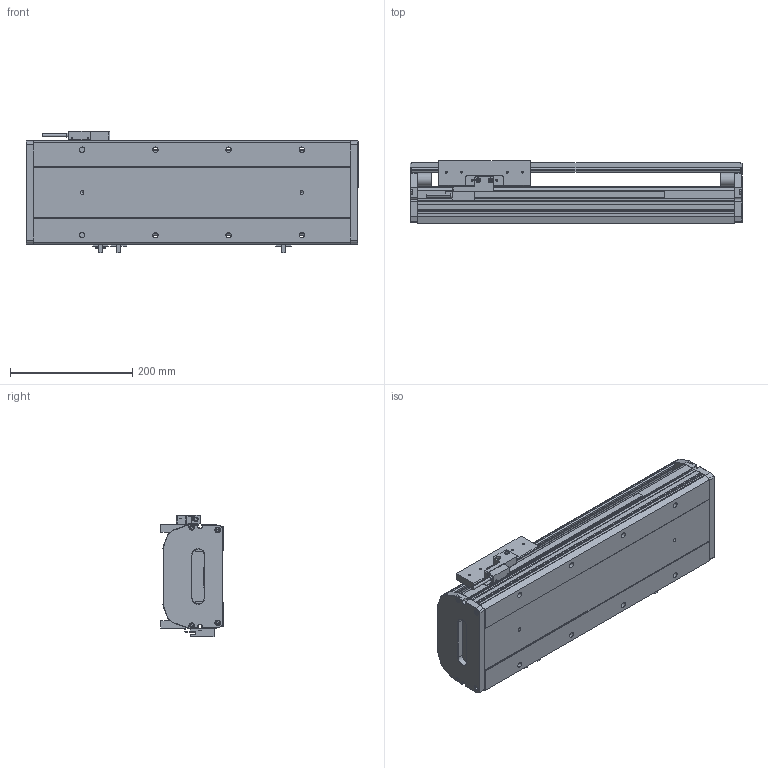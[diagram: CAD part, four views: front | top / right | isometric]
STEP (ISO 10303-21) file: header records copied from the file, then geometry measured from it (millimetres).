
FILE_DESCRIPTION (( 'STEP AP203' ), '1' );
FILE_NAME ('ZLO17-C1-300.step', '2021-04-19T06:29:43', ( '' ), ( '' ), 'SwSTEP 2.0', 'SolidWorks 2017', '' );
FILE_SCHEMA (( 'CONFIG_CONTROL_DESIGN' ));
Length unit declared in the file: millimetre
Products named in the file (11): ZLO17C106; ZLO17C107; ZLO17-C1-300; ZLO17C105; ZLO17C110; ZLO17C103; ZLO17C101; ZLO17C104; ZLO17C108; ZLO17C109; ZLO17C102
Assembly tree (16 placements, depth 2):
  ZLO17-C1-300
    ZLO17C101
    ZLO17C102
    ZLO17C103  x2
    ZLO17C104  x4
    ZLO17C105
    ZLO17C106
    ZLO17C107  x3
    ZLO17C108
    ZLO17C109
    ZLO17C110
Bounding box: 544 x 102 x 198.9 mm (x, y, z)
Volume: 4286445.1 mm3; surface area: 800367.8 mm2
Topology: 24 solids, 24 shells, 1072 faces, 2837 edges, 1790 vertices
Faces by surface type: plane 522, cylinder 438, cone 110, bspline 2
Entity records: 28132 total; most frequent: CARTESIAN_POINT 5430, DIRECTION 4587, ORIENTED_EDGE 4390, EDGE_CURVE 2195, AXIS2_PLACEMENT_3D 1605, VERTEX_POINT 1428, VECTOR 1377, LINE 1377
